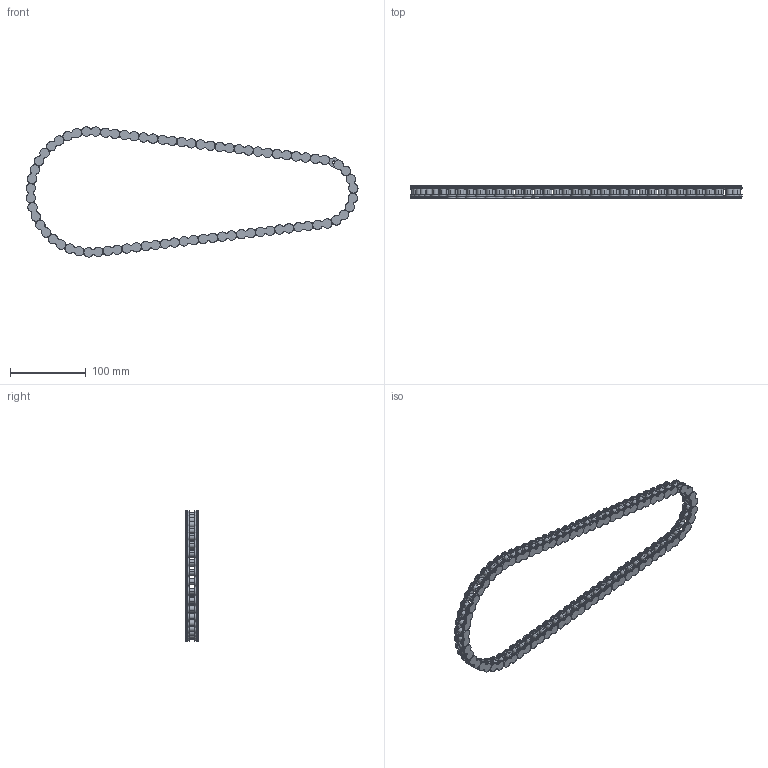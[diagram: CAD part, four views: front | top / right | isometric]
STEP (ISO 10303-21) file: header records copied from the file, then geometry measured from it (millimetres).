
FILE_DESCRIPTION (( 'STEP AP203' ), '1' );
FILE_NAME ('Full.STEP', '2022-02-24T13:09:31', ( '' ), ( '' ), 'SwSTEP 2.0', 'SolidWorks 2018', '' );
FILE_SCHEMA (( 'CONFIG_CONTROL_DESIGN' ));
Length unit declared in the file: millimetre
Products named in the file (3): Chain 2; Chain 1; Full
Assembly tree (78 placements, depth 2):
  Full
    Chain 1  x39
    Chain 2  x39
Bounding box: 438.64 x 16.65 x 172.05 mm (x, y, z)
Volume: 94139 mm3; surface area: 121714.9 mm2
Topology: 78 solids, 78 shells, 2184 faces, 5616 edges, 3744 vertices
Faces by surface type: cylinder 1872, plane 312
Entity records: 4517 total; most frequent: DIRECTION 514, CARTESIAN_POINT 377, ORIENTED_EDGE 288, AXIS2_PLACEMENT_3D 233, CALENDAR_DATE 171, LOCAL_TIME 171, DATE_AND_TIME 171, COORDINATED_UNIVERSAL_TIME_OFFSET 171
